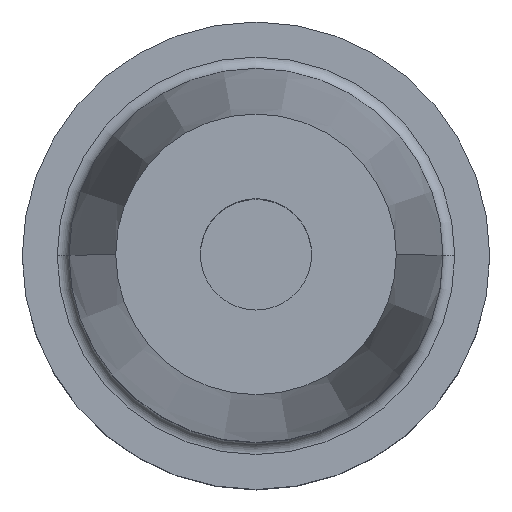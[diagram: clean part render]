
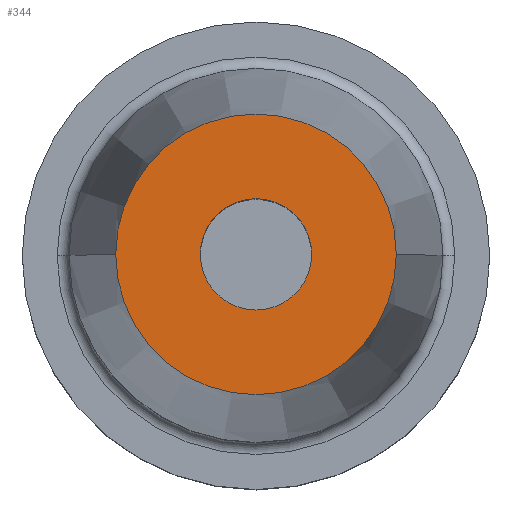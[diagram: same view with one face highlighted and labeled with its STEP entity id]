
A CAD part, top view. The second image highlights one B-rep face of the part: STEP entity #344.
In plain terms, the highlighted planar face has unit normal (0, 0, 1).
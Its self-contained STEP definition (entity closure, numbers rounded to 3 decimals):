
#48 = FACE_BOUND ( 'NONE', #1131, .T. ) ;
#79 = DIRECTION ( 'NONE',  ( -1., 0., 0. ) ) ;
#87 = CARTESIAN_POINT ( 'NONE',  ( 0., 0., 90. ) ) ;
#123 = AXIS2_PLACEMENT_3D ( 'NONE', #1060, #1069, #303 ) ;
#202 = ORIENTED_EDGE ( 'NONE', *, *, #1132, .F. ) ;
#212 = EDGE_CURVE ( 'NONE', #995, #1209, #966, .T. ) ;
#213 = CARTESIAN_POINT ( 'NONE',  ( 12., 0., 90. ) ) ;
#224 = CIRCLE ( 'NONE', #854, 12. ) ;
#230 = VERTEX_POINT ( 'NONE', #366 ) ;
#254 = DIRECTION ( 'NONE',  ( 0., 0., -1. ) ) ;
#266 = VERTEX_POINT ( 'NONE', #1230 ) ;
#271 = CIRCLE ( 'NONE', #707, 4.763 ) ;
#303 = DIRECTION ( 'NONE',  ( 1., 0., 0. ) ) ;
#344 = ADVANCED_FACE ( 'NONE', ( #48, #755 ), #390, .F. ) ;
#366 = CARTESIAN_POINT ( 'NONE',  ( 4.763, 0., 90. ) ) ;
#390 = PLANE ( 'NONE',  #740 ) ;
#469 = ORIENTED_EDGE ( 'NONE', *, *, #1074, .F. ) ;
#470 = EDGE_LOOP ( 'NONE', ( #789, #1037 ) ) ;
#586 = CARTESIAN_POINT ( 'NONE',  ( 0., 0., 90. ) ) ;
#652 = DIRECTION ( 'NONE',  ( -1., 0., 0. ) ) ;
#707 = AXIS2_PLACEMENT_3D ( 'NONE', #87, #810, #1167 ) ;
#740 = AXIS2_PLACEMENT_3D ( 'NONE', #586, #870, #79 ) ;
#748 = DIRECTION ( 'NONE',  ( 0., 0., -1. ) ) ;
#754 = EDGE_CURVE ( 'NONE', #1209, #995, #224, .T. ) ;
#755 = FACE_OUTER_BOUND ( 'NONE', #470, .T. ) ;
#785 = CARTESIAN_POINT ( 'NONE',  ( 0., 0., 90. ) ) ;
#789 = ORIENTED_EDGE ( 'NONE', *, *, #754, .F. ) ;
#810 = DIRECTION ( 'NONE',  ( 0., 0., 1. ) ) ;
#854 = AXIS2_PLACEMENT_3D ( 'NONE', #930, #254, #943 ) ;
#870 = DIRECTION ( 'NONE',  ( 0., 0., -1. ) ) ;
#888 = CARTESIAN_POINT ( 'NONE',  ( -12., 0., 90. ) ) ;
#930 = CARTESIAN_POINT ( 'NONE',  ( 0., 0., 90. ) ) ;
#943 = DIRECTION ( 'NONE',  ( -1., 0., 0. ) ) ;
#962 = AXIS2_PLACEMENT_3D ( 'NONE', #785, #748, #652 ) ;
#966 = CIRCLE ( 'NONE', #962, 12. ) ;
#995 = VERTEX_POINT ( 'NONE', #213 ) ;
#1037 = ORIENTED_EDGE ( 'NONE', *, *, #212, .F. ) ;
#1060 = CARTESIAN_POINT ( 'NONE',  ( 0., 0., 90. ) ) ;
#1069 = DIRECTION ( 'NONE',  ( 0., 0., 1. ) ) ;
#1074 = EDGE_CURVE ( 'NONE', #266, #230, #271, .T. ) ;
#1131 = EDGE_LOOP ( 'NONE', ( #202, #469 ) ) ;
#1132 = EDGE_CURVE ( 'NONE', #230, #266, #1241, .T. ) ;
#1167 = DIRECTION ( 'NONE',  ( 1., 0., 0. ) ) ;
#1209 = VERTEX_POINT ( 'NONE', #888 ) ;
#1230 = CARTESIAN_POINT ( 'NONE',  ( -4.763, 0., 90. ) ) ;
#1241 = CIRCLE ( 'NONE', #123, 4.763 ) ;
